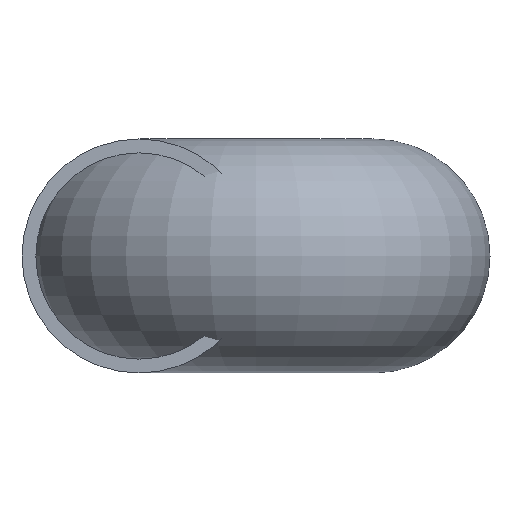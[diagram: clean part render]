
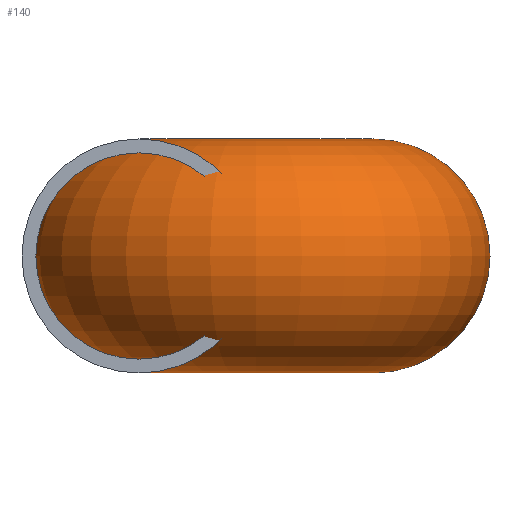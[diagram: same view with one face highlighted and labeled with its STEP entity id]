
A CAD part, front view. The second image highlights one B-rep face of the part: STEP entity #140.
In plain terms, the highlighted toroidal (fillet/blend) face has major radius 70 mm and minor radius 70 mm.
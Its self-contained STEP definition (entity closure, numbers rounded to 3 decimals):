
#8 = EDGE_CURVE ( 'NONE', #51, #342, #44, .T. ) ;
#9 = AXIS2_PLACEMENT_3D ( 'NONE', #128, #124, #121 ) ;
#10 = DIRECTION ( 'NONE',  ( 0., 0., 1. ) ) ;
#12 = DIRECTION ( 'NONE',  ( 0.707, 0.707, 0. ) ) ;
#40 = CARTESIAN_POINT ( 'NONE',  ( -70., 116.005, 0. ) ) ;
#44 = CIRCLE ( 'NONE', #333, 70. ) ;
#51 = VERTEX_POINT ( 'NONE', #273 ) ;
#80 = AXIS2_PLACEMENT_3D ( 'NONE', #118, #114, #113 ) ;
#81 = ORIENTED_EDGE ( 'NONE', *, *, #367, .F. ) ;
#94 = ORIENTED_EDGE ( 'NONE', *, *, #8, .T. ) ;
#96 = ORIENTED_EDGE ( 'NONE', *, *, #259, .T. ) ;
#100 = ORIENTED_EDGE ( 'NONE', *, *, #253, .F. ) ;
#113 = DIRECTION ( 'NONE',  ( 0., 0., 1. ) ) ;
#114 = DIRECTION ( 'NONE',  ( 0., 1., 0. ) ) ;
#118 = CARTESIAN_POINT ( 'NONE',  ( 0., 116.005, 0. ) ) ;
#121 = DIRECTION ( 'NONE',  ( 0., 0., 1. ) ) ;
#124 = DIRECTION ( 'NONE',  ( 0.707, 0.707, 0. ) ) ;
#128 = CARTESIAN_POINT ( 'NONE',  ( 20.503, 165.503, 0. ) ) ;
#140 = ADVANCED_FACE ( 'NONE', ( #219 ), #293, .T. ) ;
#145 = CARTESIAN_POINT ( 'NONE',  ( -28.995, 215., 0. ) ) ;
#211 = DIRECTION ( 'NONE',  ( -1., 0., 0. ) ) ;
#213 = DIRECTION ( 'NONE',  ( 0., 0., -1. ) ) ;
#215 = CARTESIAN_POINT ( 'NONE',  ( 70., 116.005, 0. ) ) ;
#219 = FACE_OUTER_BOUND ( 'NONE', #233, .T. ) ;
#222 = VERTEX_POINT ( 'NONE', #145 ) ;
#225 = CARTESIAN_POINT ( 'NONE',  ( 20.503, 165.503, 0. ) ) ;
#233 = EDGE_LOOP ( 'NONE', ( #81, #94, #96, #100 ) ) ;
#246 = CIRCLE ( 'NONE', #9, 70. ) ;
#253 = EDGE_CURVE ( 'NONE', #222, #51, #246, .T. ) ;
#259 = EDGE_CURVE ( 'NONE', #342, #51, #303, .T. ) ;
#273 = CARTESIAN_POINT ( 'NONE',  ( 70., 116.005, 0. ) ) ;
#293 = TOROIDAL_SURFACE ( 'NONE', #346, 70., 70. ) ;
#302 = DIRECTION ( 'NONE',  ( 0., 0., 1. ) ) ;
#303 = CIRCLE ( 'NONE', #80, 70. ) ;
#305 = DIRECTION ( 'NONE',  ( 0., 1., 0. ) ) ;
#306 = CARTESIAN_POINT ( 'NONE',  ( 0., 116.005, 0. ) ) ;
#333 = AXIS2_PLACEMENT_3D ( 'NONE', #306, #305, #302 ) ;
#342 = VERTEX_POINT ( 'NONE', #40 ) ;
#346 = AXIS2_PLACEMENT_3D ( 'NONE', #215, #213, #211 ) ;
#367 = EDGE_CURVE ( 'NONE', #51, #222, #368, .T. ) ;
#368 = CIRCLE ( 'NONE', #396, 70. ) ;
#396 = AXIS2_PLACEMENT_3D ( 'NONE', #225, #12, #10 ) ;
